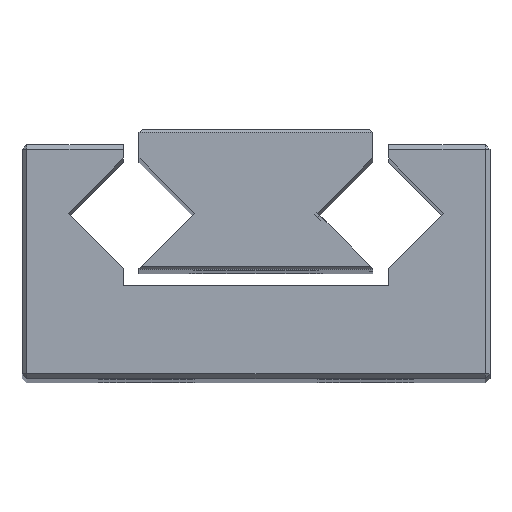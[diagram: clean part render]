
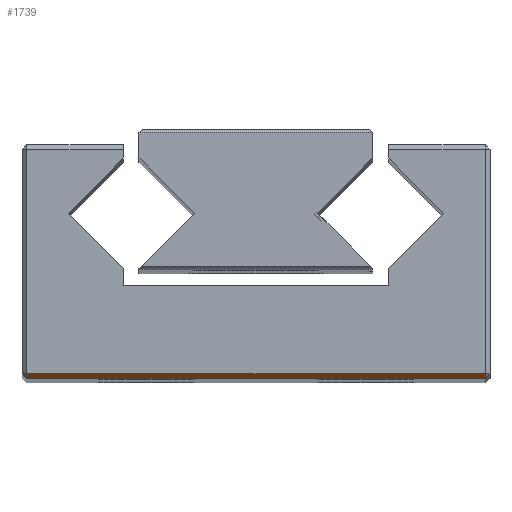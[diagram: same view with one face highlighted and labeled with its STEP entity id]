
A CAD part, top view. The second image highlights one B-rep face of the part: STEP entity #1739.
In plain terms, the highlighted planar face has unit normal (0, -0.707, 0.707).
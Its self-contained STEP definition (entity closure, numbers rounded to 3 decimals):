
#115 = PLANE('',#116);
#116 = AXIS2_PLACEMENT_3D('',#117,#118,#119);
#117 = CARTESIAN_POINT('',(-4.25,7.073,80.));
#118 = DIRECTION('',(0.,0.,1.));
#119 = DIRECTION('',(1.,0.,0.));
#733 = VERTEX_POINT('',#734);
#734 = CARTESIAN_POINT('',(-7.35,0.15,80.));
#760 = EDGE_CURVE('',#733,#761,#763,.T.);
#761 = VERTEX_POINT('',#762);
#762 = CARTESIAN_POINT('',(7.35,0.15,80.));
#763 = SURFACE_CURVE('',#764,(#768,#775),.PCURVE_S1.);
#764 = LINE('',#765,#766);
#765 = CARTESIAN_POINT('',(-7.5,0.15,80.));
#766 = VECTOR('',#767,1.);
#767 = DIRECTION('',(1.,0.,0.));
#768 = PCURVE('',#115,#769);
#769 = DEFINITIONAL_REPRESENTATION('',(#770),#774);
#770 = LINE('',#771,#772);
#771 = CARTESIAN_POINT('',(-3.25,-6.923));
#772 = VECTOR('',#773,1.);
#773 = DIRECTION('',(1.,0.));
#774 = ( GEOMETRIC_REPRESENTATION_CONTEXT(2) 
PARAMETRIC_REPRESENTATION_CONTEXT() REPRESENTATION_CONTEXT('2D SPACE',''
  ) );
#775 = PCURVE('',#776,#781);
#776 = PLANE('',#777);
#777 = AXIS2_PLACEMENT_3D('',#778,#779,#780);
#778 = CARTESIAN_POINT('',(-7.5,0.075,79.925));
#779 = DIRECTION('',(0.,0.707,-0.707));
#780 = DIRECTION('',(-1.,0.,0.));
#781 = DEFINITIONAL_REPRESENTATION('',(#782),#786);
#782 = LINE('',#783,#784);
#783 = CARTESIAN_POINT('',(0.,0.106));
#784 = VECTOR('',#785,1.);
#785 = DIRECTION('',(-1.,0.));
#786 = ( GEOMETRIC_REPRESENTATION_CONTEXT(2) 
PARAMETRIC_REPRESENTATION_CONTEXT() REPRESENTATION_CONTEXT('2D SPACE',''
  ) );
#1304 = PLANE('',#1305);
#1305 = AXIS2_PLACEMENT_3D('',#1306,#1307,#1308);
#1306 = CARTESIAN_POINT('',(-7.5,0.,0.));
#1307 = DIRECTION('',(0.,1.,0.));
#1308 = DIRECTION('',(1.,0.,0.));
#1705 = PLANE('',#1706);
#1706 = AXIS2_PLACEMENT_3D('',#1707,#1708,#1709);
#1707 = CARTESIAN_POINT('',(-7.35,0.15,80.));
#1708 = DIRECTION('',(0.577,0.577,-0.577));
#1709 = DIRECTION('',(0.707,-0.707,
    0.));
#1739 = ADVANCED_FACE('',(#1740),#776,.F.);
#1740 = FACE_BOUND('',#1741,.T.);
#1741 = EDGE_LOOP('',(#1742,#1765,#1788,#1814));
#1742 = ORIENTED_EDGE('',*,*,#1743,.T.);
#1743 = EDGE_CURVE('',#733,#1744,#1746,.T.);
#1744 = VERTEX_POINT('',#1745);
#1745 = CARTESIAN_POINT('',(-7.35,0.,79.85));
#1746 = SURFACE_CURVE('',#1747,(#1751,#1758),.PCURVE_S1.);
#1747 = LINE('',#1748,#1749);
#1748 = CARTESIAN_POINT('',(-7.35,0.113,79.963));
#1749 = VECTOR('',#1750,1.);
#1750 = DIRECTION('',(0.,-0.707,
    -0.707));
#1751 = PCURVE('',#776,#1752);
#1752 = DEFINITIONAL_REPRESENTATION('',(#1753),#1757);
#1753 = LINE('',#1754,#1755);
#1754 = CARTESIAN_POINT('',(-0.15,0.053));
#1755 = VECTOR('',#1756,1.);
#1756 = DIRECTION('',(0.,-1.));
#1757 = ( GEOMETRIC_REPRESENTATION_CONTEXT(2) 
PARAMETRIC_REPRESENTATION_CONTEXT() REPRESENTATION_CONTEXT('2D SPACE',''
  ) );
#1758 = PCURVE('',#1705,#1759);
#1759 = DEFINITIONAL_REPRESENTATION('',(#1760),#1764);
#1760 = LINE('',#1761,#1762);
#1761 = CARTESIAN_POINT('',(0.027,0.046));
#1762 = VECTOR('',#1763,1.);
#1763 = DIRECTION('',(0.5,0.866));
#1764 = ( GEOMETRIC_REPRESENTATION_CONTEXT(2) 
PARAMETRIC_REPRESENTATION_CONTEXT() REPRESENTATION_CONTEXT('2D SPACE',''
  ) );
#1765 = ORIENTED_EDGE('',*,*,#1766,.T.);
#1766 = EDGE_CURVE('',#1744,#1767,#1769,.T.);
#1767 = VERTEX_POINT('',#1768);
#1768 = CARTESIAN_POINT('',(7.35,0.,79.85));
#1769 = SURFACE_CURVE('',#1770,(#1774,#1781),.PCURVE_S1.);
#1770 = LINE('',#1771,#1772);
#1771 = CARTESIAN_POINT('',(-7.5,0.,79.85));
#1772 = VECTOR('',#1773,1.);
#1773 = DIRECTION('',(1.,0.,0.));
#1774 = PCURVE('',#776,#1775);
#1775 = DEFINITIONAL_REPRESENTATION('',(#1776),#1780);
#1776 = LINE('',#1777,#1778);
#1777 = CARTESIAN_POINT('',(0.,-0.106));
#1778 = VECTOR('',#1779,1.);
#1779 = DIRECTION('',(-1.,0.));
#1780 = ( GEOMETRIC_REPRESENTATION_CONTEXT(2) 
PARAMETRIC_REPRESENTATION_CONTEXT() REPRESENTATION_CONTEXT('2D SPACE',''
  ) );
#1781 = PCURVE('',#1304,#1782);
#1782 = DEFINITIONAL_REPRESENTATION('',(#1783),#1787);
#1783 = LINE('',#1784,#1785);
#1784 = CARTESIAN_POINT('',(0.,-79.85));
#1785 = VECTOR('',#1786,1.);
#1786 = DIRECTION('',(1.,0.));
#1787 = ( GEOMETRIC_REPRESENTATION_CONTEXT(2) 
PARAMETRIC_REPRESENTATION_CONTEXT() REPRESENTATION_CONTEXT('2D SPACE',''
  ) );
#1788 = ORIENTED_EDGE('',*,*,#1789,.F.);
#1789 = EDGE_CURVE('',#761,#1767,#1790,.T.);
#1790 = SURFACE_CURVE('',#1791,(#1795,#1802),.PCURVE_S1.);
#1791 = LINE('',#1792,#1793);
#1792 = CARTESIAN_POINT('',(7.35,0.113,79.963));
#1793 = VECTOR('',#1794,1.);
#1794 = DIRECTION('',(0.,-0.707,
    -0.707));
#1795 = PCURVE('',#776,#1796);
#1796 = DEFINITIONAL_REPRESENTATION('',(#1797),#1801);
#1797 = LINE('',#1798,#1799);
#1798 = CARTESIAN_POINT('',(-14.85,0.053));
#1799 = VECTOR('',#1800,1.);
#1800 = DIRECTION('',(0.,-1.));
#1801 = ( GEOMETRIC_REPRESENTATION_CONTEXT(2) 
PARAMETRIC_REPRESENTATION_CONTEXT() REPRESENTATION_CONTEXT('2D SPACE',''
  ) );
#1802 = PCURVE('',#1803,#1808);
#1803 = PLANE('',#1804);
#1804 = AXIS2_PLACEMENT_3D('',#1805,#1806,#1807);
#1805 = CARTESIAN_POINT('',(7.35,0.15,80.));
#1806 = DIRECTION('',(-0.577,0.577,-0.577));
#1807 = DIRECTION('',(0.707,0.707,0.)
  );
#1808 = DEFINITIONAL_REPRESENTATION('',(#1809),#1813);
#1809 = LINE('',#1810,#1811);
#1810 = CARTESIAN_POINT('',(-0.027,0.046));
#1811 = VECTOR('',#1812,1.);
#1812 = DIRECTION('',(-0.5,0.866));
#1813 = ( GEOMETRIC_REPRESENTATION_CONTEXT(2) 
PARAMETRIC_REPRESENTATION_CONTEXT() REPRESENTATION_CONTEXT('2D SPACE',''
  ) );
#1814 = ORIENTED_EDGE('',*,*,#760,.F.);
